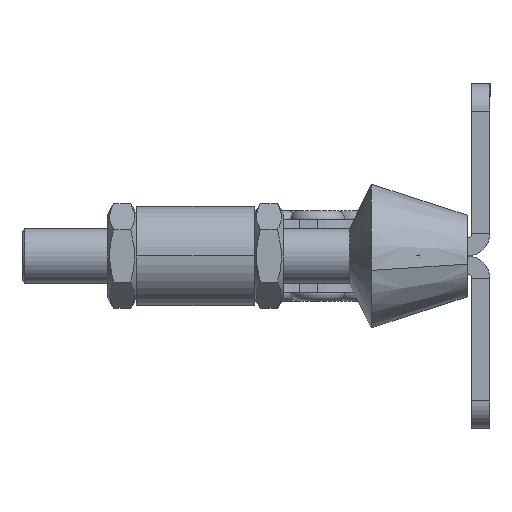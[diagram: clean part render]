
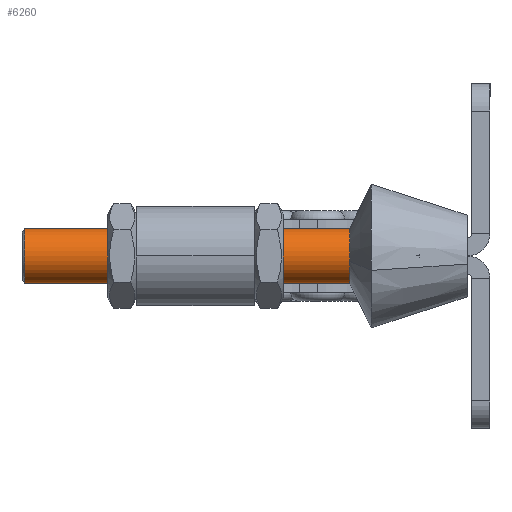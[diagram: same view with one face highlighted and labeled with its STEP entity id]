
A CAD part, left-side view. The second image highlights one B-rep face of the part: STEP entity #6260.
In plain terms, the highlighted cylindrical face has radius 3 mm (diameter 6 mm), a partial arc.
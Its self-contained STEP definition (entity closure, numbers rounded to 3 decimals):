
#3210 = FACE_OUTER_BOUND ( 'NONE', #7533, .T. ) ;
#3216 = CYLINDRICAL_SURFACE ( 'NONE', #5410, 3. ) ;
#5410 = AXIS2_PLACEMENT_3D ( 'NONE', #9661, #9659, #9657 ) ;
#5544 = AXIS2_PLACEMENT_3D ( 'NONE', #22758, #22759, #22760 ) ;
#5545 = AXIS2_PLACEMENT_3D ( 'NONE', #22764, #22765, #22766 ) ;
#6260 = ADVANCED_FACE ( 'NONE', ( #3210 ), #3216, .T. ) ;
#6964 = ORIENTED_EDGE ( 'NONE', *, *, #10007, .F. ) ;
#6965 = ORIENTED_EDGE ( 'NONE', *, *, #10008, .T. ) ;
#6966 = ORIENTED_EDGE ( 'NONE', *, *, #10009, .T. ) ;
#6967 = ORIENTED_EDGE ( 'NONE', *, *, #10011, .T. ) ;
#7533 = EDGE_LOOP ( 'NONE', ( #6967, #6966, #6965, #6964 ) ) ;
#8817 = VERTEX_POINT ( 'NONE', #22337 ) ;
#9657 = DIRECTION ( 'NONE',  ( 0., 0., 1. ) ) ;
#9659 = DIRECTION ( 'NONE',  ( -1., 0., 0. ) ) ;
#9661 = CARTESIAN_POINT ( 'NONE',  ( 44.15, 0., 0. ) ) ;
#10007 = EDGE_CURVE ( 'NONE', #13390, #13196, #12216, .T. ) ;
#10008 = EDGE_CURVE ( 'NONE', #8817, #13196, #12215, .T. ) ;
#10009 = EDGE_CURVE ( 'NONE', #13180, #8817, #12217, .T. ) ;
#10011 = EDGE_CURVE ( 'NONE', #13390, #13180, #12219, .T. ) ;
#12215 = CIRCLE ( 'NONE', #5544, 3. ) ;
#12216 = LINE ( 'NONE', #22745, #12218 ) ;
#12217 = LINE ( 'NONE', #22757, #12223 ) ;
#12218 = VECTOR ( 'NONE', #22737, 1000. ) ;
#12219 = CIRCLE ( 'NONE', #5545, 3. ) ;
#12223 = VECTOR ( 'NONE', #22756, 1000. ) ;
#13180 = VERTEX_POINT ( 'NONE', #21602 ) ;
#13196 = VERTEX_POINT ( 'NONE', #21618 ) ;
#13390 = VERTEX_POINT ( 'NONE', #21812 ) ;
#21602 = CARTESIAN_POINT ( 'NONE',  ( 43.85, 0., -3. ) ) ;
#21618 = CARTESIAN_POINT ( 'NONE',  ( 4.15, 0., 3. ) ) ;
#21812 = CARTESIAN_POINT ( 'NONE',  ( 43.85, 0., 3. ) ) ;
#22337 = CARTESIAN_POINT ( 'NONE',  ( 4.15, 0., -3. ) ) ;
#22737 = DIRECTION ( 'NONE',  ( -1., 0., 0. ) ) ;
#22745 = CARTESIAN_POINT ( 'NONE',  ( 44.15, 0., 3. ) ) ;
#22756 = DIRECTION ( 'NONE',  ( -1., 0., 0. ) ) ;
#22757 = CARTESIAN_POINT ( 'NONE',  ( 44.15, 0., -3. ) ) ;
#22758 = CARTESIAN_POINT ( 'NONE',  ( 4.15, 0., 0. ) ) ;
#22759 = DIRECTION ( 'NONE',  ( 1., 0., 0. ) ) ;
#22760 = DIRECTION ( 'NONE',  ( 0., 0., -1. ) ) ;
#22764 = CARTESIAN_POINT ( 'NONE',  ( 43.85, 0., 0. ) ) ;
#22765 = DIRECTION ( 'NONE',  ( -1., 0., 0. ) ) ;
#22766 = DIRECTION ( 'NONE',  ( 0., 0., -1. ) ) ;
